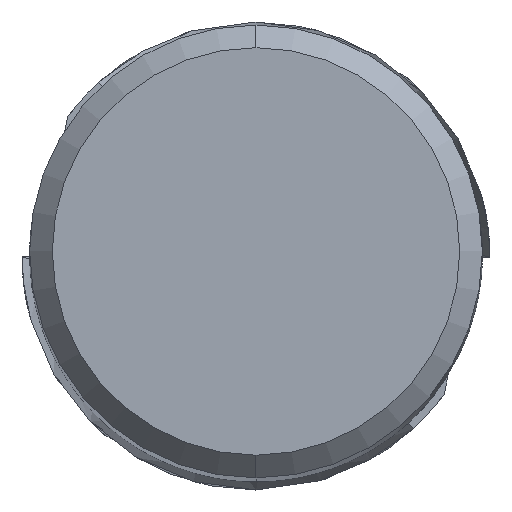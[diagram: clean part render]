
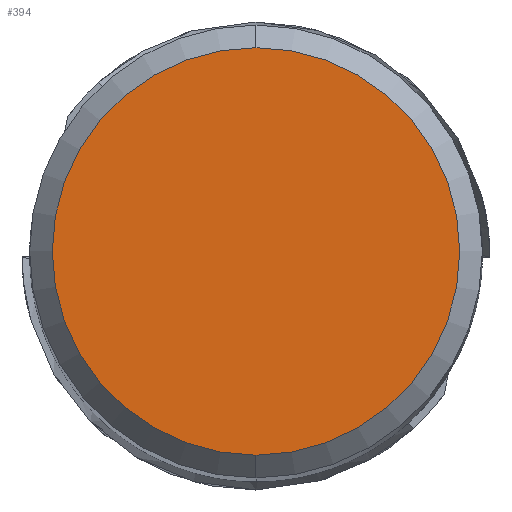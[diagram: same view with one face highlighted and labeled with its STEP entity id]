
A CAD part, top view. The second image highlights one B-rep face of the part: STEP entity #394.
In plain terms, the highlighted planar face has unit normal (0, 0, 1).
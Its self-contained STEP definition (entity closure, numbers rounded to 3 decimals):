
#390=EDGE_CURVE('',#658,#932,#1058,.T.);
#394=ADVANCED_FACE('',(#1062),#1063,.T.);
#658=VERTEX_POINT('',#1349);
#700=EDGE_CURVE('',#932,#658,#1393,.T.);
#932=VERTEX_POINT('',#1647);
#1058=CIRCLE('',#1958,5.4);
#1062=FACE_OUTER_BOUND('',#1962,.T.);
#1063=PLANE('',#1963);
#1349=CARTESIAN_POINT('',(0.0,5.4,0.0));
#1393=CIRCLE('',#3771,5.4);
#1647=CARTESIAN_POINT('',(0.,-5.4,0.0));
#1958=AXIS2_PLACEMENT_3D('',#5617,#5618,#5619);
#1962=EDGE_LOOP('',(#5621,#5622));
#1963=AXIS2_PLACEMENT_3D('',#5623,#5624,#5625);
#3771=AXIS2_PLACEMENT_3D('',#5965,#5966,#5967);
#5617=CARTESIAN_POINT('',(0.0,0.0,0.0));
#5618=DIRECTION('',(0.0,0.0,-1.0));
#5619=DIRECTION('',(0.0,1.0,0.0));
#5621=ORIENTED_EDGE('',*,*,#390,.F.);
#5622=ORIENTED_EDGE('',*,*,#700,.F.);
#5623=CARTESIAN_POINT('',(0.0,2.7,0.0));
#5624=DIRECTION('',(-0.0,0.0,1.0));
#5625=DIRECTION('',(0.0,-1.0,0.0));
#5965=CARTESIAN_POINT('',(0.0,0.0,0.0));
#5966=DIRECTION('',(0.0,0.0,-1.0));
#5967=DIRECTION('',(0.0,1.0,0.0));
